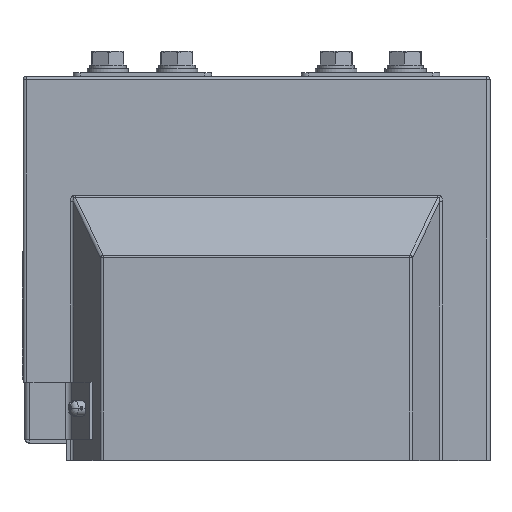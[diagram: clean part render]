
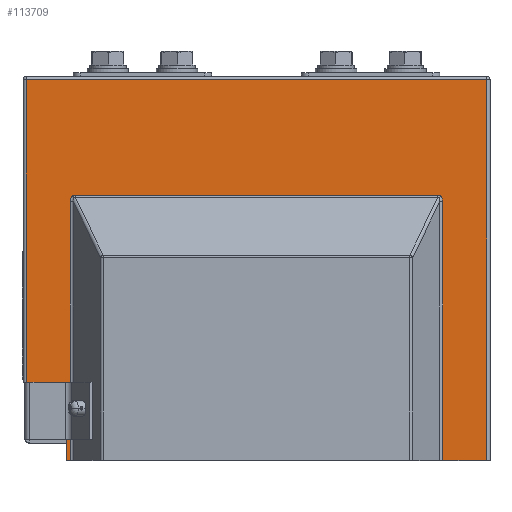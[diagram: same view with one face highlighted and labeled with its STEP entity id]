
A CAD part, top view. The second image highlights one B-rep face of the part: STEP entity #113709.
In plain terms, the highlighted planar face has unit normal (0, 0, 1).
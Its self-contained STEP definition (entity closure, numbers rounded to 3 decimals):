
#845 = VERTEX_POINT ( 'NONE', #144060 ) ;
#860 = ORIENTED_EDGE ( 'NONE', *, *, #35207, .T. ) ;
#5878 = EDGE_CURVE ( 'NONE', #45257, #70231, #150033, .T. ) ;
#7537 = DIRECTION ( 'NONE',  ( 0., -1., 0. ) ) ;
#8711 = VECTOR ( 'NONE', #7537, 1000. ) ;
#9691 = ORIENTED_EDGE ( 'NONE', *, *, #34379, .T. ) ;
#11821 =( BOUNDED_CURVE ( )  B_SPLINE_CURVE ( 3, ( #121513, #17144, #136528, #47136 ),
 .UNSPECIFIED., .F., .F. ) 
 B_SPLINE_CURVE_WITH_KNOTS ( ( 4, 4 ),
 ( 2.248, 3.426 ),
 .UNSPECIFIED. ) 
 CURVE ( )  GEOMETRIC_REPRESENTATION_ITEM ( )  RATIONAL_B_SPLINE_CURVE ( ( 1., 0.888, 0.888, 1. ) ) 
 REPRESENTATION_ITEM ( '' )  );
#17144 = CARTESIAN_POINT ( 'NONE',  ( 107.655, 151.847, 60. ) ) ;
#18104 = CARTESIAN_POINT ( 'NONE',  ( -105.93, 153.039, 60. ) ) ;
#18710 = EDGE_CURVE ( 'NONE', #167683, #58025, #162231, .T. ) ;
#19753 = LINE ( 'NONE', #78149, #134179 ) ;
#21169 = ORIENTED_EDGE ( 'NONE', *, *, #5878, .F. ) ;
#21932 = VECTOR ( 'NONE', #170365, 1000. ) ;
#22162 = VECTOR ( 'NONE', #31999, 1000. ) ;
#24586 = CARTESIAN_POINT ( 'NONE',  ( 106.5, 153.289, 60. ) ) ;
#26909 = CARTESIAN_POINT ( 'NONE',  ( -133., 220., 60. ) ) ;
#30638 = CARTESIAN_POINT ( 'NONE',  ( -110., 0., 60. ) ) ;
#31844 = CARTESIAN_POINT ( 'NONE',  ( 133., 222., 60. ) ) ;
#31999 = DIRECTION ( 'NONE',  ( 0., 1., 0. ) ) ;
#32959 = EDGE_LOOP ( 'NONE', ( #82171, #9691, #860, #184906, #189979, #104759, #73469, #189967, #58725, #56434, #115825, #21169, #160276 ) ) ;
#33077 = CARTESIAN_POINT ( 'NONE',  ( -107.039, 152.502, 60. ) ) ;
#34156 = VECTOR ( 'NONE', #75604, 1000. ) ;
#34379 = EDGE_CURVE ( 'NONE', #845, #64120, #83378, .T. ) ;
#34491 = DIRECTION ( 'NONE',  ( -1., 0., 0. ) ) ;
#35207 = EDGE_CURVE ( 'NONE', #64120, #167683, #153220, .T. ) ;
#36932 = CARTESIAN_POINT ( 'NONE',  ( -104.805, 153.289, 60. ) ) ;
#38065 = CARTESIAN_POINT ( 'NONE',  ( -133., 45., 60. ) ) ;
#38462 = EDGE_CURVE ( 'NONE', #70231, #181501, #166955, .T. ) ;
#38478 = VERTEX_POINT ( 'NONE', #155009 ) ;
#45257 = VERTEX_POINT ( 'NONE', #161498 ) ;
#46924 = LINE ( 'NONE', #123893, #161315 ) ;
#47136 = CARTESIAN_POINT ( 'NONE',  ( 104.805, 153.289, 60. ) ) ;
#47414 = CARTESIAN_POINT ( 'NONE',  ( -107.655, 152.561, 60. ) ) ;
#48137 = CARTESIAN_POINT ( 'NONE',  ( -107.655, 149.449, 60. ) ) ;
#48648 = CARTESIAN_POINT ( 'NONE',  ( 133., 0., 60. ) ) ;
#50176 = LINE ( 'NONE', #89756, #124828 ) ;
#53847 = CARTESIAN_POINT ( 'NONE',  ( -105.93, 153.039, 60. ) ) ;
#56434 = ORIENTED_EDGE ( 'NONE', *, *, #57733, .T. ) ;
#57017 = LINE ( 'NONE', #140335, #21932 ) ;
#57733 = EDGE_CURVE ( 'NONE', #177084, #181501, #75118, .T. ) ;
#58025 = VERTEX_POINT ( 'NONE', #74605 ) ;
#58725 = ORIENTED_EDGE ( 'NONE', *, *, #66827, .T. ) ;
#60727 = FACE_OUTER_BOUND ( 'NONE', #32959, .T. ) ;
#64120 = VERTEX_POINT ( 'NONE', #134522 ) ;
#66827 = EDGE_CURVE ( 'NONE', #185742, #177084, #19753, .T. ) ;
#68253 = CARTESIAN_POINT ( 'NONE',  ( -107.655, 149.449, 60. ) ) ;
#70231 = VERTEX_POINT ( 'NONE', #53847 ) ;
#71230 = VECTOR ( 'NONE', #167749, 1000. ) ;
#73469 = ORIENTED_EDGE ( 'NONE', *, *, #83333, .T. ) ;
#74605 = CARTESIAN_POINT ( 'NONE',  ( 133., 220., 60. ) ) ;
#75118 = LINE ( 'NONE', #47414, #154468 ) ;
#75462 = DIRECTION ( 'NONE',  ( 0., 1., 0. ) ) ;
#75604 = DIRECTION ( 'NONE',  ( 1., 0., 0. ) ) ;
#78149 = CARTESIAN_POINT ( 'NONE',  ( -135., 0., 60. ) ) ;
#82171 = ORIENTED_EDGE ( 'NONE', *, *, #108047, .F. ) ;
#83333 = EDGE_CURVE ( 'NONE', #98306, #173440, #50176, .T. ) ;
#83378 = LINE ( 'NONE', #186143, #8711 ) ;
#88574 = PLANE ( 'NONE',  #172696 ) ;
#89213 = DIRECTION ( 'NONE',  ( -1., 0., 0. ) ) ;
#89473 = EDGE_CURVE ( 'NONE', #45257, #38478, #134914, .T. ) ;
#89756 = CARTESIAN_POINT ( 'NONE',  ( -135., 45., 60. ) ) ;
#93851 = DIRECTION ( 'NONE',  ( 1., 0., 0. ) ) ;
#96315 = CARTESIAN_POINT ( 'NONE',  ( -105.588, 153.205, 60. ) ) ;
#98306 = VERTEX_POINT ( 'NONE', #38065 ) ;
#102328 = VERTEX_POINT ( 'NONE', #26909 ) ;
#102527 = EDGE_CURVE ( 'NONE', #102328, #98306, #190221, .T. ) ;
#103233 = CARTESIAN_POINT ( 'NONE',  ( -110., 45., 60. ) ) ;
#104759 = ORIENTED_EDGE ( 'NONE', *, *, #102527, .T. ) ;
#108047 = EDGE_CURVE ( 'NONE', #845, #38478, #11821, .T. ) ;
#113709 = ADVANCED_FACE ( 'NONE', ( #60727 ), #88574, .F. ) ;
#115825 = ORIENTED_EDGE ( 'NONE', *, *, #38462, .F. ) ;
#119088 = DIRECTION ( 'NONE',  ( 1., 0., 0. ) ) ;
#121513 = CARTESIAN_POINT ( 'NONE',  ( 107.655, 149.449, 60. ) ) ;
#123893 = CARTESIAN_POINT ( 'NONE',  ( -135., 220., 60. ) ) ;
#124828 = VECTOR ( 'NONE', #119088, 1000. ) ;
#127719 = DIRECTION ( 'NONE',  ( 1., 0., 0. ) ) ;
#134179 = VECTOR ( 'NONE', #93851, 1000. ) ;
#134522 = CARTESIAN_POINT ( 'NONE',  ( 107.655, 0., 60. ) ) ;
#134914 = LINE ( 'NONE', #24586, #169886 ) ;
#136528 = CARTESIAN_POINT ( 'NONE',  ( 106.585, 153.289, 60. ) ) ;
#136951 = CARTESIAN_POINT ( 'NONE',  ( 106.5, 0., 60. ) ) ;
#137490 = CARTESIAN_POINT ( 'NONE',  ( -107.655, 151.221, 60. ) ) ;
#140335 = CARTESIAN_POINT ( 'NONE',  ( -110., 222., 60. ) ) ;
#141315 = CARTESIAN_POINT ( 'NONE',  ( -105.93, 153.039, 60. ) ) ;
#144060 = CARTESIAN_POINT ( 'NONE',  ( 107.655, 149.449, 60. ) ) ;
#148544 = CARTESIAN_POINT ( 'NONE',  ( -135., 222., 60. ) ) ;
#150033 =( BOUNDED_CURVE ( )  B_SPLINE_CURVE ( 3, ( #36932, #155610, #96315, #141315 ),
 .UNSPECIFIED., .F., .T. ) 
 B_SPLINE_CURVE_WITH_KNOTS ( ( 4, 4 ),
 ( 5.999, 6.283 ),
 .UNSPECIFIED. ) 
 CURVE ( )  GEOMETRIC_REPRESENTATION_ITEM ( )  RATIONAL_B_SPLINE_CURVE ( ( 1., 0.993, 0.993, 1. ) ) 
 REPRESENTATION_ITEM ( '' )  );
#152605 = EDGE_CURVE ( 'NONE', #173440, #185742, #57017, .T. ) ;
#153220 = LINE ( 'NONE', #136951, #34156 ) ;
#153335 = CARTESIAN_POINT ( 'NONE',  ( -133., 222., 60. ) ) ;
#154468 = VECTOR ( 'NONE', #75462, 1000. ) ;
#155009 = CARTESIAN_POINT ( 'NONE',  ( 104.805, 153.289, 60. ) ) ;
#155610 = CARTESIAN_POINT ( 'NONE',  ( -105.21, 153.289, 60. ) ) ;
#160276 = ORIENTED_EDGE ( 'NONE', *, *, #89473, .T. ) ;
#161315 = VECTOR ( 'NONE', #34491, 1000. ) ;
#161498 = CARTESIAN_POINT ( 'NONE',  ( -104.805, 153.289, 60. ) ) ;
#162231 = LINE ( 'NONE', #31844, #22162 ) ;
#166955 =( BOUNDED_CURVE ( )  B_SPLINE_CURVE ( 3, ( #18104, #33077, #137490, #48137 ),
 .UNSPECIFIED., .F., .F. ) 
 B_SPLINE_CURVE_WITH_KNOTS ( ( 4, 4 ),
 ( 0., 0.894 ),
 .UNSPECIFIED. ) 
 CURVE ( )  GEOMETRIC_REPRESENTATION_ITEM ( )  RATIONAL_B_SPLINE_CURVE ( ( 1., 0.935, 0.935, 1. ) ) 
 REPRESENTATION_ITEM ( '' )  );
#167683 = VERTEX_POINT ( 'NONE', #48648 ) ;
#167749 = DIRECTION ( 'NONE',  ( 0., -1., 0. ) ) ;
#169886 = VECTOR ( 'NONE', #127719, 1000. ) ;
#169974 = CARTESIAN_POINT ( 'NONE',  ( -107.655, 0., 60. ) ) ;
#170365 = DIRECTION ( 'NONE',  ( 0., -1., 0. ) ) ;
#172696 = AXIS2_PLACEMENT_3D ( 'NONE', #148544, #178539, #89213 ) ;
#173440 = VERTEX_POINT ( 'NONE', #103233 ) ;
#177084 = VERTEX_POINT ( 'NONE', #169974 ) ;
#178539 = DIRECTION ( 'NONE',  ( 0., 0., -1. ) ) ;
#181501 = VERTEX_POINT ( 'NONE', #68253 ) ;
#184906 = ORIENTED_EDGE ( 'NONE', *, *, #18710, .T. ) ;
#185742 = VERTEX_POINT ( 'NONE', #30638 ) ;
#186143 = CARTESIAN_POINT ( 'NONE',  ( 107.655, 0., 60. ) ) ;
#189967 = ORIENTED_EDGE ( 'NONE', *, *, #152605, .T. ) ;
#189979 = ORIENTED_EDGE ( 'NONE', *, *, #193231, .T. ) ;
#190221 = LINE ( 'NONE', #153335, #71230 ) ;
#193231 = EDGE_CURVE ( 'NONE', #58025, #102328, #46924, .T. ) ;
